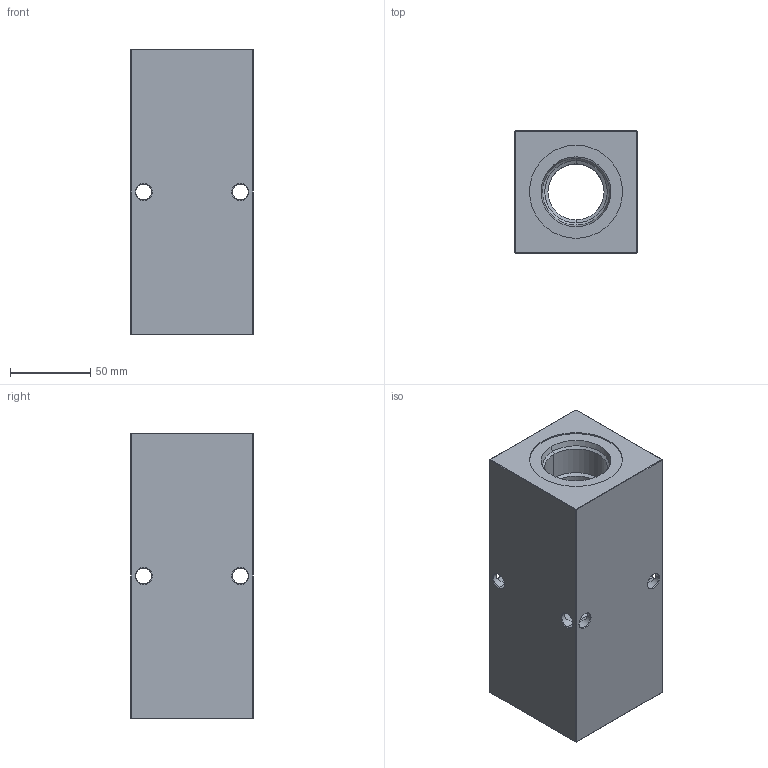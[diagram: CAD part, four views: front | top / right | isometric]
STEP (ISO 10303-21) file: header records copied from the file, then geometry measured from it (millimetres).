
FILE_DESCRIPTION (( 'STEP AP203' ), '1' );
FILE_NAME ('HM-2-90-S-20-12.STEP', '2020-11-09T23:36:36', ( '' ), ( '' ), 'SwSTEP 2.0', 'SolidWorks 2019', '' );
FILE_SCHEMA (( 'CONFIG_CONTROL_DESIGN' ));
Length unit declared in the file: inch
Products named in the file (1): HM-2-90-S-20-12
Bounding box: 76.2 x 76.2 x 177.8 mm (x, y, z)
Volume: 778919.7 mm3; surface area: 93850.3 mm2
Topology: 1 solids, 1 shells, 560 faces, 1454 edges, 938 vertices
Faces by surface type: plane 246, bspline 204, cylinder 58, cone 52
Entity records: 27399 total; most frequent: CARTESIAN_POINT 15077, ORIENTED_EDGE 2908, DIRECTION 1810, EDGE_CURVE 1454, VERTEX_POINT 938, LINE 852, VECTOR 852, EDGE_LOOP 628
